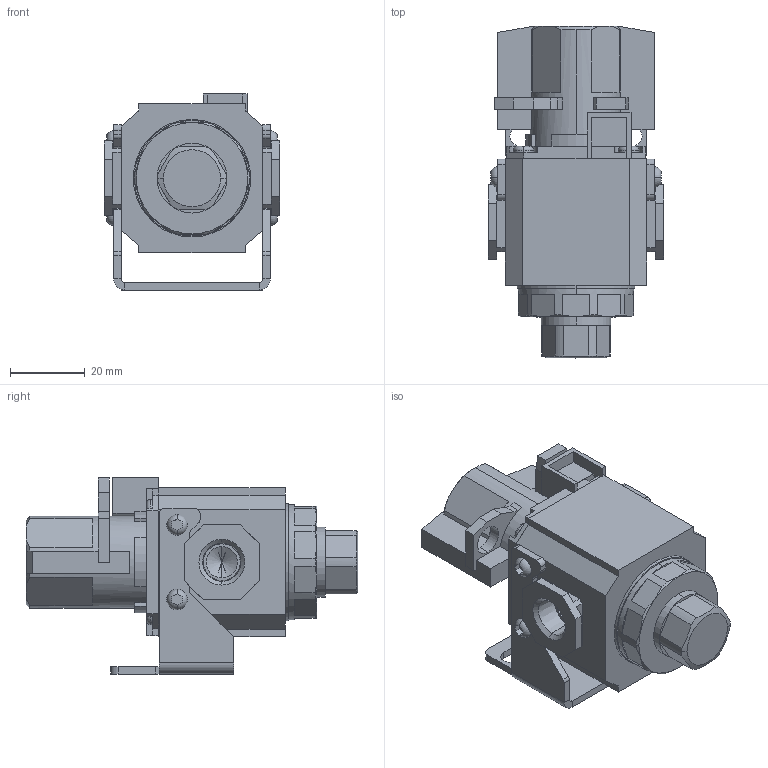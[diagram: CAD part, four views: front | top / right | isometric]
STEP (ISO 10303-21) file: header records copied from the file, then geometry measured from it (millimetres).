
FILE_DESCRIPTION (( 'STEP AP203' ), '1' );
FILE_NAME ('ARV-21.step', '2015-11-09T22:42:38', ( '' ), ( '' ), 'SwSTEP 2.0', 'SolidWorks 2015', '' );
FILE_SCHEMA (( 'CONFIG_CONTROL_DESIGN' ));
Length unit declared in the file: millimetre
Products named in the file (1): ARV-21
Bounding box: 47 x 89 x 52.6 mm (x, y, z)
Volume: 87511.6 mm3; surface area: 28244 mm2
Topology: 18 solids, 18 shells, 396 faces, 1008 edges, 659 vertices
Faces by surface type: plane 284, cylinder 75, cone 21, torus 16
Entity records: 12076 total; most frequent: CARTESIAN_POINT 2320, ORIENTED_EDGE 2008, DIRECTION 1991, EDGE_CURVE 1004, VECTOR 707, LINE 707, VERTEX_POINT 659, AXIS2_PLACEMENT_3D 642
